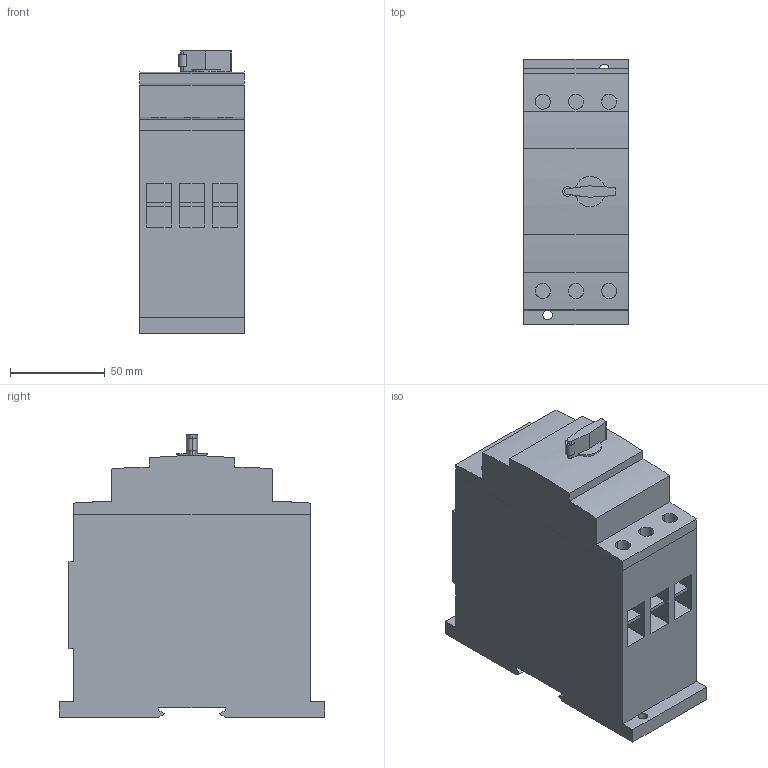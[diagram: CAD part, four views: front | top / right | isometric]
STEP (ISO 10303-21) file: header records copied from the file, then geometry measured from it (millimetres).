
FILE_DESCRIPTION (( 'STEP AP214' ), '1' );
FILE_NAME ('3rv103 leistungsschalter s2.STEP', '2013-02-11T09:55:20', ( 'Pfab' ), ( 'Siemens and Partners' ), 'SwSTEP 2.0', 'SolidWorks 2012', '' );
FILE_SCHEMA (( 'AUTOMOTIVE_DESIGN' ));
Length unit declared in the file: millimetre
Products named in the file (1): 3rv103 leistungsschalter s2
Bounding box: 55 x 140 x 149 mm (x, y, z)
Volume: 845656.8 mm3; surface area: 77115.7 mm2
Topology: 1 solids, 3 shells, 156 faces, 402 edges, 266 vertices
Faces by surface type: plane 122, cylinder 34
Entity records: 6218 total; most frequent: CARTESIAN_POINT 1342, ORIENTED_EDGE 804, DIRECTION 745, EDGE_CURVE 402, VECTOR 327, LINE 327, VERTEX_POINT 266, AXIS2_PLACEMENT_3D 209
